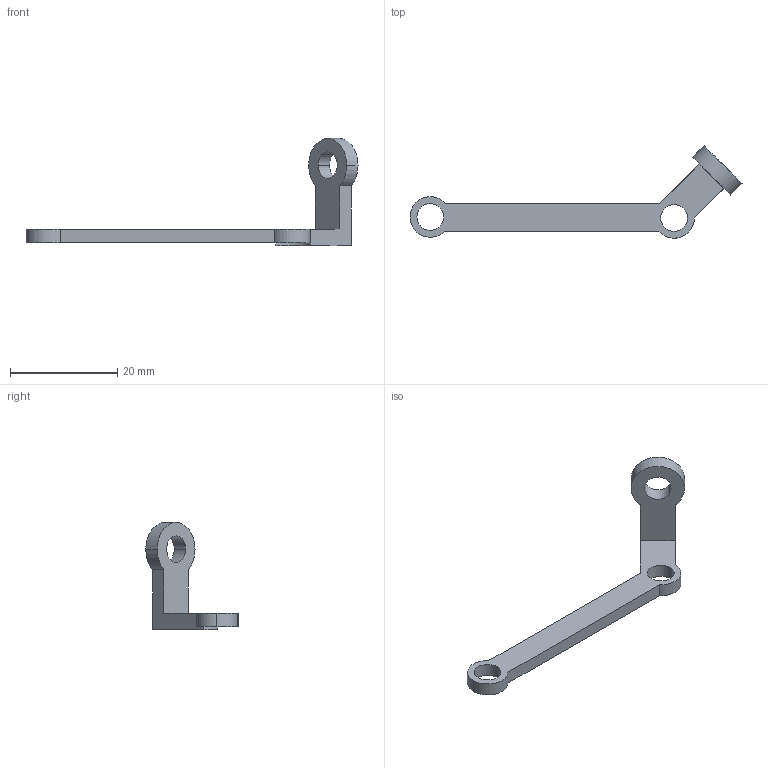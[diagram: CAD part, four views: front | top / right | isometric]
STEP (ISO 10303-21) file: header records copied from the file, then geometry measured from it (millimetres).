
FILE_DESCRIPTION (( 'STEP AP203' ), '1' );
FILE_NAME ('parallelogram_link - Copy (3).STEP', '2025-01-23T14:17:12', ( '' ), ( '' ), 'SwSTEP 2.0', 'SolidWorks 2023', '' );
FILE_SCHEMA (( 'CONFIG_CONTROL_DESIGN' ));
Length unit declared in the file: centimetre
Products named in the file (1): parallelogram_link - Copy (3)
Bounding box: 61.98 x 17.24 x 20 mm (x, y, z)
Volume: 1146.6 mm3; surface area: 1441.3 mm2
Topology: 1 solids, 1 shells, 22 faces, 58 edges, 38 vertices
Faces by surface type: cylinder 13, plane 9
Entity records: 781 total; most frequent: DIRECTION 130, CARTESIAN_POINT 119, ORIENTED_EDGE 116, EDGE_CURVE 58, AXIS2_PLACEMENT_3D 49, VERTEX_POINT 38, LINE 32, VECTOR 32
